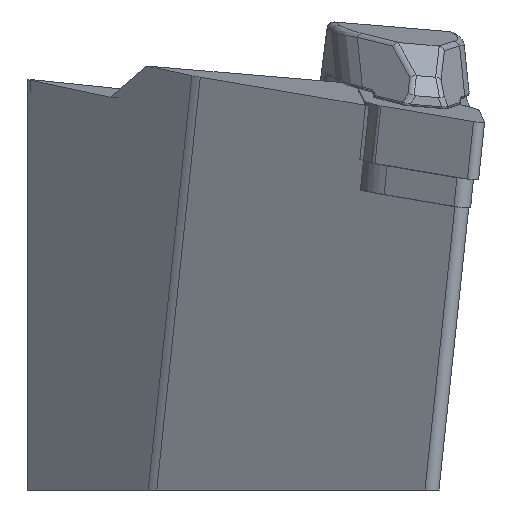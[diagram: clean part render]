
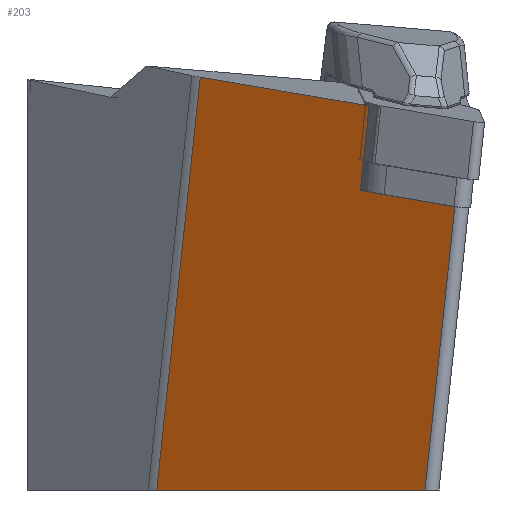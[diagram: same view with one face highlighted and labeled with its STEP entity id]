
A CAD part, left-side view. The second image highlights one B-rep face of the part: STEP entity #203.
In plain terms, the highlighted planar face has unit normal (-0.849, 0.527, -0.034).
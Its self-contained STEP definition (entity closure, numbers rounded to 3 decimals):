
#203=ADVANCED_FACE('',(#399),#337,.F.);
#337=PLANE('',#2330);
#399=FACE_OUTER_BOUND('',#527,.T.);
#527=EDGE_LOOP('',(#1111,#1112,#1113,#1114,#1115,#1116,#1117));
#656=LINE('',#3225,#851);
#666=LINE('',#3254,#861);
#705=LINE('',#3330,#900);
#706=LINE('',#3332,#901);
#707=LINE('',#3333,#902);
#708=LINE('',#3335,#903);
#709=LINE('',#3337,#904);
#851=VECTOR('',#2555,1.);
#861=VECTOR('',#2577,1.);
#900=VECTOR('',#2634,1.);
#901=VECTOR('',#2635,1.);
#902=VECTOR('',#2636,1.);
#903=VECTOR('',#2637,1.);
#904=VECTOR('',#2638,1.);
#1111=ORIENTED_EDGE('',*,*,#1965,.T.);
#1112=ORIENTED_EDGE('',*,*,#1913,.T.);
#1113=ORIENTED_EDGE('',*,*,#1966,.T.);
#1114=ORIENTED_EDGE('',*,*,#1926,.F.);
#1115=ORIENTED_EDGE('',*,*,#1967,.T.);
#1116=ORIENTED_EDGE('',*,*,#1968,.F.);
#1117=ORIENTED_EDGE('',*,*,#1969,.T.);
#1706=VERTEX_POINT('',#3222);
#1707=VERTEX_POINT('',#3224);
#1714=VERTEX_POINT('',#3242);
#1720=VERTEX_POINT('',#3253);
#1749=VERTEX_POINT('',#3331);
#1750=VERTEX_POINT('',#3334);
#1751=VERTEX_POINT('',#3336);
#1913=EDGE_CURVE('',#1706,#1707,#656,.T.);
#1926=EDGE_CURVE('',#1720,#1714,#666,.T.);
#1965=EDGE_CURVE('',#1749,#1706,#705,.T.);
#1966=EDGE_CURVE('',#1707,#1714,#706,.T.);
#1967=EDGE_CURVE('',#1720,#1750,#707,.T.);
#1968=EDGE_CURVE('',#1751,#1750,#708,.T.);
#1969=EDGE_CURVE('',#1751,#1749,#709,.T.);
#2330=AXIS2_PLACEMENT_3D('',#3338,#2639,#2640);
#2555=DIRECTION('',(0.518,0.843,0.143));
#2577=DIRECTION('',(-0.518,-0.843,-0.143));
#2634=DIRECTION('',(0.518,0.843,0.143));
#2635=DIRECTION('',(-0.105,-0.104,0.989));
#2636=DIRECTION('',(0.105,0.104,-0.989));
#2637=DIRECTION('',(0.527,0.85,0.));
#2638=DIRECTION('',(-0.105,-0.104,0.989));
#2639=DIRECTION('',(0.849,-0.527,0.034));
#2640=DIRECTION('',(0.527,0.85,0.));
#3222=CARTESIAN_POINT('',(8.663,-37.768,-7.535));
#3224=CARTESIAN_POINT('',(9.537,-36.345,-7.293));
#3225=CARTESIAN_POINT('',(3.2,-46.668,-9.048));
#3242=CARTESIAN_POINT('',(8.562,-37.314,1.935));
#3253=CARTESIAN_POINT('',(19.884,-18.87,5.07));
#3254=CARTESIAN_POINT('',(2.224,-47.638,0.18));
#3330=CARTESIAN_POINT('',(3.2,-46.668,-9.048));
#3331=CARTESIAN_POINT('',(3.2,-46.668,-9.048));
#3332=CARTESIAN_POINT('',(8.492,-37.384,2.597));
#3333=CARTESIAN_POINT('',(26.114,-12.674,-53.879));
#3334=CARTESIAN_POINT('',(24.647,-14.132,-40.));
#3335=CARTESIAN_POINT('',(7.906,-41.102,-40.));
#3336=CARTESIAN_POINT('',(6.471,-43.415,-40.));
#3337=CARTESIAN_POINT('',(8.454,-41.442,-58.769));
#3338=CARTESIAN_POINT('',(8.454,-41.442,-58.769));
